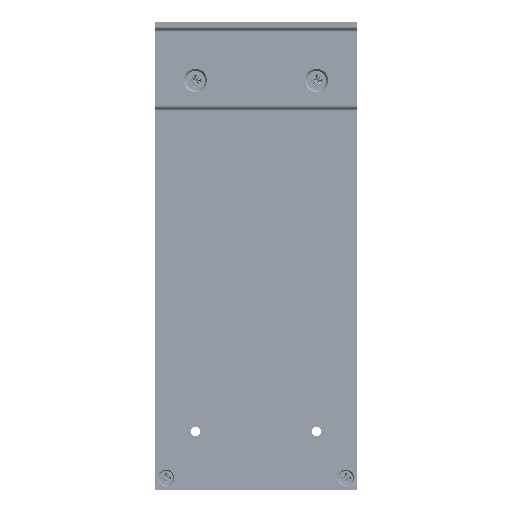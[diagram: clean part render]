
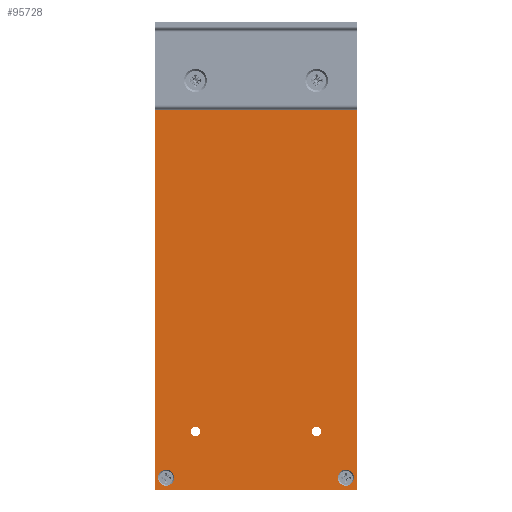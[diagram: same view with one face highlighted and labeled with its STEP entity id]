
A CAD part, front view. The second image highlights one B-rep face of the part: STEP entity #95728.
In plain terms, the highlighted planar face has unit normal (0, -1, 0).
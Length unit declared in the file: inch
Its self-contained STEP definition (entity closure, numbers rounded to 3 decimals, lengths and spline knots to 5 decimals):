
#330 = VERTEX_POINT ( 'NONE', #21006 ) ;
#331 = VERTEX_POINT ( 'NONE', #62199 ) ;
#1760 = DIRECTION ( 'NONE',  ( -1., 0., 0. ) ) ;
#2375 = CARTESIAN_POINT ( 'NONE',  ( 0.49407, -0.31353, 0.21 ) ) ;
#2891 = DIRECTION ( 'NONE',  ( 0., 1., 0. ) ) ;
#4909 = DIRECTION ( 'NONE',  ( 0., 1., 0. ) ) ;
#4977 = DIRECTION ( 'NONE',  ( 1., 0., 0. ) ) ;
#6555 = CARTESIAN_POINT ( 'NONE',  ( 0.69241, -0.31353, 8. ) ) ;
#6647 = ORIENTED_EDGE ( 'NONE', *, *, #52141, .T. ) ;
#8072 = CARTESIAN_POINT ( 'NONE',  ( -0.08499, -0.31353, 1. ) ) ;
#8587 = DIRECTION ( 'NONE',  ( 0., 0., 1. ) ) ;
#8742 = VERTEX_POINT ( 'NONE', #60441 ) ;
#10233 = EDGE_LOOP ( 'NONE', ( #25478 ) ) ;
#10605 = EDGE_LOOP ( 'NONE', ( #81857 ) ) ;
#10788 = ORIENTED_EDGE ( 'NONE', *, *, #65842, .T. ) ;
#11120 = DIRECTION ( 'NONE',  ( 0., 1., 0. ) ) ;
#11654 = FACE_OUTER_BOUND ( 'NONE', #81676, .T. ) ;
#11730 = AXIS2_PLACEMENT_3D ( 'NONE', #43801, #74973, #4977 ) ;
#13028 = AXIS2_PLACEMENT_3D ( 'NONE', #72893, #2891, #70899 ) ;
#13515 = CARTESIAN_POINT ( 'NONE',  ( 0.69241, -0.31353, 0. ) ) ;
#14439 = VECTOR ( 'NONE', #8587, 39.37008 ) ;
#14748 = CARTESIAN_POINT ( 'NONE',  ( 0.69241, -0.31353, 0. ) ) ;
#15164 = CIRCLE ( 'NONE', #67418, 0.1378 ) ;
#16810 = CIRCLE ( 'NONE', #59224, 0.07799 ) ;
#16975 = VECTOR ( 'NONE', #97389, 39.37008 ) ;
#17505 = DIRECTION ( 'NONE',  ( 0., 1., 0. ) ) ;
#17992 = DIRECTION ( 'NONE',  ( -1., 0., 0. ) ) ;
#19063 = VERTEX_POINT ( 'NONE', #94871 ) ;
#20339 = DIRECTION ( 'NONE',  ( 0., 1., 0. ) ) ;
#21006 = CARTESIAN_POINT ( 'NONE',  ( -2.77727, -0.31353, 8. ) ) ;
#21139 = LINE ( 'NONE', #13515, #29049 ) ;
#22454 = AXIS2_PLACEMENT_3D ( 'NONE', #81121, #11120, #42240 ) ;
#23026 = ORIENTED_EDGE ( 'NONE', *, *, #56831, .T. ) ;
#24386 = CIRCLE ( 'NONE', #13028, 0.07799 ) ;
#24651 = CARTESIAN_POINT ( 'NONE',  ( -2.15585, -0.31353, 7. ) ) ;
#25478 = ORIENTED_EDGE ( 'NONE', *, *, #61460, .T. ) ;
#26489 = EDGE_LOOP ( 'NONE', ( #41116 ) ) ;
#26682 = VERTEX_POINT ( 'NONE', #80899 ) ;
#27835 = CARTESIAN_POINT ( 'NONE',  ( 0.69241, -0.31353, 0. ) ) ;
#29049 = VECTOR ( 'NONE', #67183, 39.37008 ) ;
#29510 = EDGE_CURVE ( 'NONE', #19063, #19063, #45257, .T. ) ;
#31846 = EDGE_LOOP ( 'NONE', ( #83313 ) ) ;
#32978 = DIRECTION ( 'NONE',  ( 1., 0., 0. ) ) ;
#33502 = DIRECTION ( 'NONE',  ( 0., 1., 0. ) ) ;
#33999 = EDGE_CURVE ( 'NONE', #66912, #49379, #45896, .T. ) ;
#34131 = EDGE_LOOP ( 'NONE', ( #57398 ) ) ;
#35538 = CARTESIAN_POINT ( 'NONE',  ( -2.77727, -0.31353, 0. ) ) ;
#35889 = CARTESIAN_POINT ( 'NONE',  ( -0.08499, -0.31353, 7. ) ) ;
#36392 = AXIS2_PLACEMENT_3D ( 'NONE', #96188, #17505, #17992 ) ;
#36450 = EDGE_CURVE ( 'NONE', #53087, #53087, #44300, .T. ) ;
#36539 = LINE ( 'NONE', #35538, #16975 ) ;
#37972 = CIRCLE ( 'NONE', #36392, 0.07799 ) ;
#39650 = CARTESIAN_POINT ( 'NONE',  ( -2.15585, -0.31353, 1. ) ) ;
#40265 = DIRECTION ( 'NONE',  ( 1., 0., 0. ) ) ;
#41116 = ORIENTED_EDGE ( 'NONE', *, *, #58292, .T. ) ;
#42240 = DIRECTION ( 'NONE',  ( 1., 0., 0. ) ) ;
#42286 = PLANE ( 'NONE',  #11730 ) ;
#43236 = VECTOR ( 'NONE', #1760, 39.37008 ) ;
#43594 = EDGE_CURVE ( 'NONE', #47331, #47331, #16810, .T. ) ;
#43801 = CARTESIAN_POINT ( 'NONE',  ( 0.69241, -0.31353, 0. ) ) ;
#44300 = CIRCLE ( 'NONE', #64143, 0.1378 ) ;
#45257 = CIRCLE ( 'NONE', #22454, 0.1378 ) ;
#45896 = LINE ( 'NONE', #14748, #14439 ) ;
#46380 = CIRCLE ( 'NONE', #72539, 0.07799 ) ;
#47331 = VERTEX_POINT ( 'NONE', #39650 ) ;
#48066 = AXIS2_PLACEMENT_3D ( 'NONE', #88819, #87813, #40265 ) ;
#49379 = VERTEX_POINT ( 'NONE', #6555 ) ;
#51398 = CARTESIAN_POINT ( 'NONE',  ( -0.007, -0.31353, 1. ) ) ;
#51490 = DIRECTION ( 'NONE',  ( 1., 0., 0. ) ) ;
#51520 = EDGE_LOOP ( 'NONE', ( #53984 ) ) ;
#51585 = CARTESIAN_POINT ( 'NONE',  ( 0.63186, -0.31353, 0.21 ) ) ;
#51879 = DIRECTION ( 'NONE',  ( -1., 0., 0. ) ) ;
#52141 = EDGE_CURVE ( 'NONE', #82462, #82462, #37972, .T. ) ;
#53087 = VERTEX_POINT ( 'NONE', #51585 ) ;
#53984 = ORIENTED_EDGE ( 'NONE', *, *, #29510, .T. ) ;
#54910 = CARTESIAN_POINT ( 'NONE',  ( 0.69241, -0.31353, 8. ) ) ;
#56831 = EDGE_CURVE ( 'NONE', #330, #8742, #36539, .T. ) ;
#57398 = ORIENTED_EDGE ( 'NONE', *, *, #43594, .T. ) ;
#58292 = EDGE_CURVE ( 'NONE', #331, #331, #92119, .T. ) ;
#59224 = AXIS2_PLACEMENT_3D ( 'NONE', #91551, #84926, #69620 ) ;
#59703 = FACE_BOUND ( 'NONE', #34131, .T. ) ;
#60441 = CARTESIAN_POINT ( 'NONE',  ( -2.77727, -0.31353, 0. ) ) ;
#60467 = EDGE_CURVE ( 'NONE', #8742, #66912, #21139, .T. ) ;
#61460 = EDGE_CURVE ( 'NONE', #69195, #69195, #24386, .T. ) ;
#62199 = CARTESIAN_POINT ( 'NONE',  ( -2.44113, -0.31353, 0.21 ) ) ;
#64143 = AXIS2_PLACEMENT_3D ( 'NONE', #2375, #33502, #32978 ) ;
#65842 = EDGE_CURVE ( 'NONE', #49379, #330, #93784, .T. ) ;
#66912 = VERTEX_POINT ( 'NONE', #27835 ) ;
#67183 = DIRECTION ( 'NONE',  ( 1., 0., 0. ) ) ;
#67418 = AXIS2_PLACEMENT_3D ( 'NONE', #90330, #20339, #51490 ) ;
#67813 = EDGE_CURVE ( 'NONE', #87753, #87753, #46380, .T. ) ;
#69195 = VERTEX_POINT ( 'NONE', #24651 ) ;
#69620 = DIRECTION ( 'NONE',  ( -1., 0., 0. ) ) ;
#70899 = DIRECTION ( 'NONE',  ( -1., 0., 0. ) ) ;
#72539 = AXIS2_PLACEMENT_3D ( 'NONE', #51398, #4909, #51879 ) ;
#72893 = CARTESIAN_POINT ( 'NONE',  ( -2.07786, -0.31353, 7. ) ) ;
#73478 = FACE_BOUND ( 'NONE', #10605, .T. ) ;
#73939 = EDGE_LOOP ( 'NONE', ( #6647 ) ) ;
#74485 = FACE_BOUND ( 'NONE', #10233, .T. ) ;
#74973 = DIRECTION ( 'NONE',  ( 0., -1., 0. ) ) ;
#80899 = CARTESIAN_POINT ( 'NONE',  ( 0.63186, -0.31353, 7.79 ) ) ;
#81121 = CARTESIAN_POINT ( 'NONE',  ( -2.57893, -0.31353, 7.79 ) ) ;
#81669 = FACE_BOUND ( 'NONE', #51520, .T. ) ;
#81676 = EDGE_LOOP ( 'NONE', ( #94301, #10788, #23026, #83850 ) ) ;
#81857 = ORIENTED_EDGE ( 'NONE', *, *, #67813, .T. ) ;
#82462 = VERTEX_POINT ( 'NONE', #35889 ) ;
#82721 = FACE_BOUND ( 'NONE', #31846, .T. ) ;
#83313 = ORIENTED_EDGE ( 'NONE', *, *, #96445, .T. ) ;
#83850 = ORIENTED_EDGE ( 'NONE', *, *, #60467, .T. ) ;
#84926 = DIRECTION ( 'NONE',  ( 0., 1., 0. ) ) ;
#87753 = VERTEX_POINT ( 'NONE', #8072 ) ;
#87813 = DIRECTION ( 'NONE',  ( 0., 1., 0. ) ) ;
#88819 = CARTESIAN_POINT ( 'NONE',  ( -2.57893, -0.31353, 0.21 ) ) ;
#89303 = FACE_BOUND ( 'NONE', #73939, .T. ) ;
#90309 = FACE_BOUND ( 'NONE', #99426, .T. ) ;
#90330 = CARTESIAN_POINT ( 'NONE',  ( 0.49407, -0.31353, 7.79 ) ) ;
#91551 = CARTESIAN_POINT ( 'NONE',  ( -2.07786, -0.31353, 1. ) ) ;
#92119 = CIRCLE ( 'NONE', #48066, 0.1378 ) ;
#93784 = LINE ( 'NONE', #54910, #43236 ) ;
#94301 = ORIENTED_EDGE ( 'NONE', *, *, #33999, .T. ) ;
#94871 = CARTESIAN_POINT ( 'NONE',  ( -2.44113, -0.31353, 7.79 ) ) ;
#95650 = ORIENTED_EDGE ( 'NONE', *, *, #36450, .T. ) ;
#95728 = ADVANCED_FACE ( 'NONE', ( #82721, #81669, #98012, #90309, #74485, #89303, #59703, #73478, #11654 ), #42286, .T. ) ;
#96188 = CARTESIAN_POINT ( 'NONE',  ( -0.007, -0.31353, 7. ) ) ;
#96445 = EDGE_CURVE ( 'NONE', #26682, #26682, #15164, .T. ) ;
#97389 = DIRECTION ( 'NONE',  ( 0., 0., -1. ) ) ;
#98012 = FACE_BOUND ( 'NONE', #26489, .T. ) ;
#99426 = EDGE_LOOP ( 'NONE', ( #95650 ) ) ;
